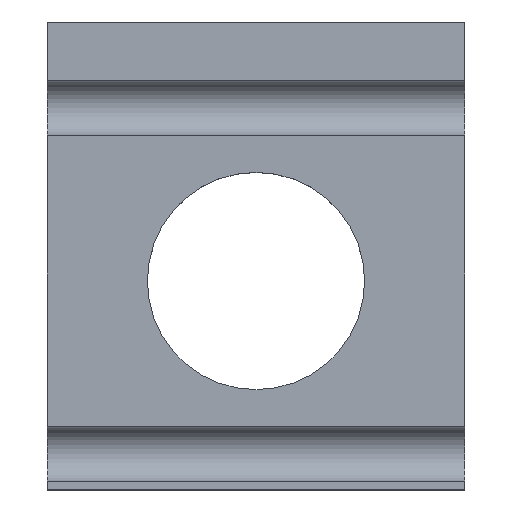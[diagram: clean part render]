
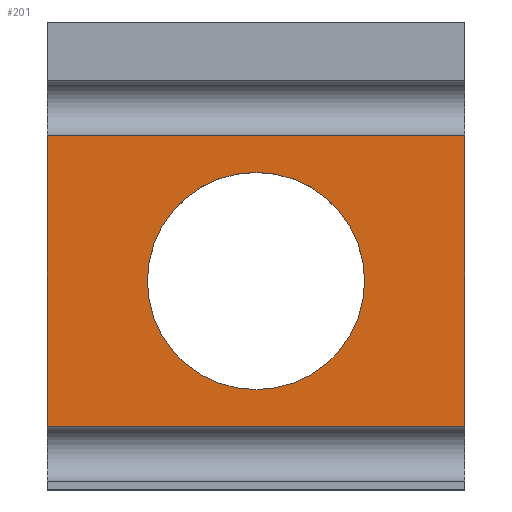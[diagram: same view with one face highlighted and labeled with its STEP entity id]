
A CAD part, top view. The second image highlights one B-rep face of the part: STEP entity #201.
In plain terms, the highlighted planar face has unit normal (0, 0, 1).
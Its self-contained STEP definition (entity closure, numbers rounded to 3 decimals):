
#15=FACE_BOUND('',#39,.T.);
#18=PLANE('',#229);
#27=FACE_OUTER_BOUND('',#38,.T.);
#38=EDGE_LOOP('',(#154,#155,#156,#157));
#39=EDGE_LOOP('',(#158));
#52=CIRCLE('',#230,32.5);
#56=LINE('',#306,#77);
#57=LINE('',#310,#78);
#63=LINE('',#324,#84);
#64=LINE('',#325,#85);
#77=VECTOR('',#248,10.);
#78=VECTOR('',#253,10.);
#84=VECTOR('',#263,10.);
#85=VECTOR('',#264,10.);
#99=VERTEX_POINT('',#303);
#100=VERTEX_POINT('',#305);
#101=VERTEX_POINT('',#309);
#107=VERTEX_POINT('',#323);
#108=VERTEX_POINT('',#326);
#117=EDGE_CURVE('',#100,#99,#56,.T.);
#119=EDGE_CURVE('',#101,#100,#57,.T.);
#126=EDGE_CURVE('',#99,#107,#63,.T.);
#127=EDGE_CURVE('',#107,#101,#64,.T.);
#128=EDGE_CURVE('',#108,#108,#52,.T.);
#154=ORIENTED_EDGE('',*,*,#117,.T.);
#155=ORIENTED_EDGE('',*,*,#126,.T.);
#156=ORIENTED_EDGE('',*,*,#127,.T.);
#157=ORIENTED_EDGE('',*,*,#119,.T.);
#158=ORIENTED_EDGE('',*,*,#128,.T.);
#201=ADVANCED_FACE('',(#27,#15),#18,.T.);
#229=AXIS2_PLACEMENT_3D('',#322,#261,#262);
#230=AXIS2_PLACEMENT_3D('',#327,#265,#266);
#248=DIRECTION('',(-1.,0.,0.));
#253=DIRECTION('',(0.,1.,0.));
#261=DIRECTION('center_axis',(0.,0.,1.));
#262=DIRECTION('ref_axis',(1.,0.,0.));
#263=DIRECTION('',(0.,-1.,0.));
#264=DIRECTION('',(1.,0.,0.));
#265=DIRECTION('center_axis',(0.,0.,-1.));
#266=DIRECTION('ref_axis',(-1.,0.,0.));
#303=CARTESIAN_POINT('',(-62.5,36.005,15.));
#305=CARTESIAN_POINT('',(62.5,36.005,15.));
#306=CARTESIAN_POINT('',(62.5,36.005,15.));
#309=CARTESIAN_POINT('',(62.5,-51.003,15.));
#310=CARTESIAN_POINT('',(62.5,70.,15.));
#322=CARTESIAN_POINT('Origin',(0.,0.,15.));
#323=CARTESIAN_POINT('',(-62.5,-51.003,15.));
#324=CARTESIAN_POINT('',(-62.5,-70.,15.));
#325=CARTESIAN_POINT('',(62.5,-51.003,15.));
#326=CARTESIAN_POINT('',(32.495,-7.495,15.));
#327=CARTESIAN_POINT('Origin',(-0.005,-7.495,15.));
